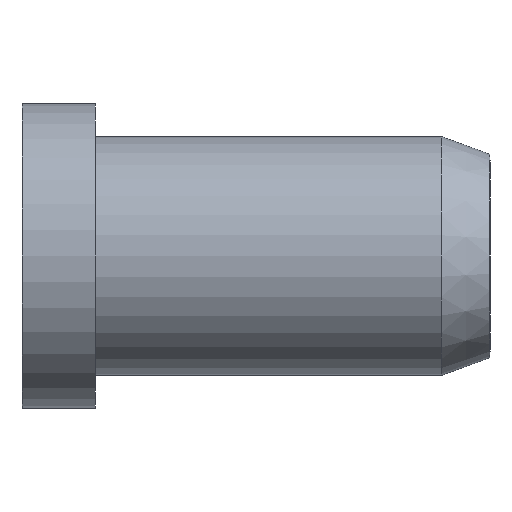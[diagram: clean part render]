
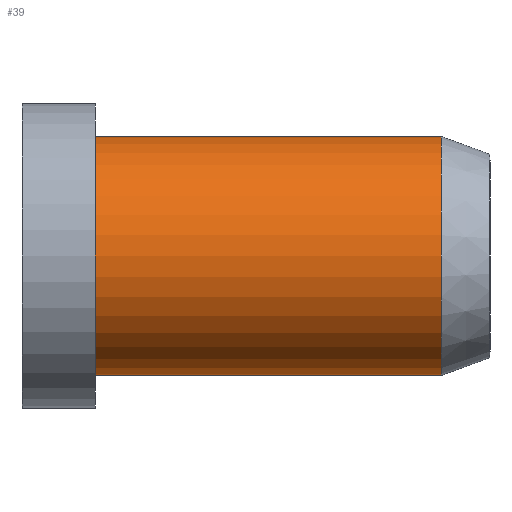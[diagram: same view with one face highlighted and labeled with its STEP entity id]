
A CAD part, front view. The second image highlights one B-rep face of the part: STEP entity #39.
In plain terms, the highlighted cylindrical face has radius 1.245 mm (diameter 2.489 mm), a partial arc.
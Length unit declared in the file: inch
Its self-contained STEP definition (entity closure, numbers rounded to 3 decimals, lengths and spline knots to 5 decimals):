
#4 = DIRECTION ( 'NONE',  ( -1., 0., 0. ) ) ;
#10 = VECTOR ( 'NONE', #442, 39.37008 ) ;
#26 = EDGE_CURVE ( 'NONE', #266, #582, #173, .T. ) ;
#36 = LINE ( 'NONE', #402, #10 ) ;
#39 = ADVANCED_FACE ( 'NONE', ( #269 ), #457, .T. ) ;
#61 = ORIENTED_EDGE ( 'NONE', *, *, #386, .F. ) ;
#63 = CARTESIAN_POINT ( 'NONE',  ( 0.172, 0., 0.049 ) ) ;
#89 = LINE ( 'NONE', #142, #277 ) ;
#97 = DIRECTION ( 'NONE',  ( 0., 0., 1. ) ) ;
#98 = DIRECTION ( 'NONE',  ( -1., 0., 0. ) ) ;
#107 = CARTESIAN_POINT ( 'NONE',  ( 0.172, 0., 0. ) ) ;
#117 = EDGE_CURVE ( 'NONE', #166, #582, #89, .T. ) ;
#141 = CARTESIAN_POINT ( 'NONE',  ( 0.03, 0., 0.049 ) ) ;
#142 = CARTESIAN_POINT ( 'NONE',  ( 0., 0., 0.049 ) ) ;
#166 = VERTEX_POINT ( 'NONE', #63 ) ;
#168 = VERTEX_POINT ( 'NONE', #426 ) ;
#173 = CIRCLE ( 'NONE', #248, 0.049 ) ;
#246 = ORIENTED_EDGE ( 'NONE', *, *, #26, .F. ) ;
#248 = AXIS2_PLACEMENT_3D ( 'NONE', #551, #413, #97 ) ;
#266 = VERTEX_POINT ( 'NONE', #285 ) ;
#269 = FACE_OUTER_BOUND ( 'NONE', #299, .T. ) ;
#277 = VECTOR ( 'NONE', #98, 39.37008 ) ;
#285 = CARTESIAN_POINT ( 'NONE',  ( 0.03, 0., -0.049 ) ) ;
#290 = DIRECTION ( 'NONE',  ( -1., 0., 0. ) ) ;
#299 = EDGE_LOOP ( 'NONE', ( #61, #574, #437, #246 ) ) ;
#305 = EDGE_CURVE ( 'NONE', #168, #166, #499, .T. ) ;
#323 = DIRECTION ( 'NONE',  ( 0., 0., 1. ) ) ;
#376 = CARTESIAN_POINT ( 'NONE',  ( 0., 0., 0. ) ) ;
#386 = EDGE_CURVE ( 'NONE', #168, #266, #36, .T. ) ;
#402 = CARTESIAN_POINT ( 'NONE',  ( 0., 0., -0.049 ) ) ;
#413 = DIRECTION ( 'NONE',  ( -1., 0., 0. ) ) ;
#424 = AXIS2_PLACEMENT_3D ( 'NONE', #376, #4, #323 ) ;
#426 = CARTESIAN_POINT ( 'NONE',  ( 0.172, 0., -0.049 ) ) ;
#437 = ORIENTED_EDGE ( 'NONE', *, *, #117, .T. ) ;
#442 = DIRECTION ( 'NONE',  ( -1., 0., 0. ) ) ;
#452 = AXIS2_PLACEMENT_3D ( 'NONE', #107, #290, #493 ) ;
#457 = CYLINDRICAL_SURFACE ( 'NONE', #424, 0.049 ) ;
#493 = DIRECTION ( 'NONE',  ( 0., 0., 1. ) ) ;
#499 = CIRCLE ( 'NONE', #452, 0.049 ) ;
#551 = CARTESIAN_POINT ( 'NONE',  ( 0.03, 0., 0. ) ) ;
#574 = ORIENTED_EDGE ( 'NONE', *, *, #305, .T. ) ;
#582 = VERTEX_POINT ( 'NONE', #141 ) ;
